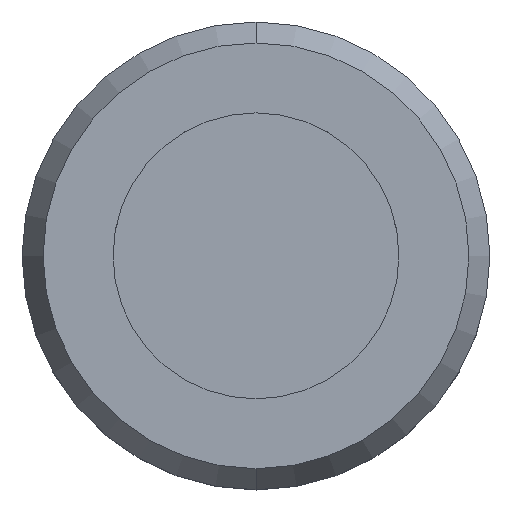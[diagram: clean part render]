
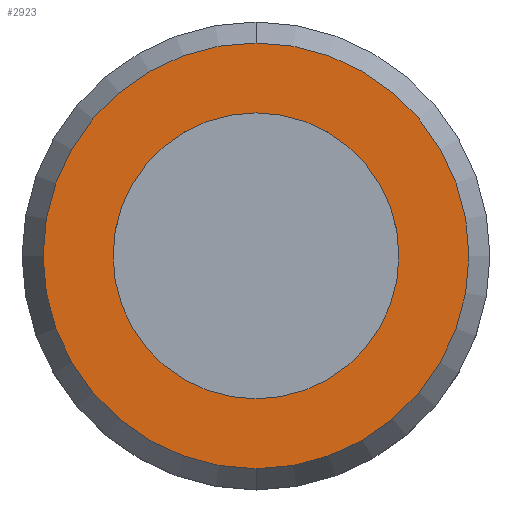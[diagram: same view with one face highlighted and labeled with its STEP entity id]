
A CAD part, top view. The second image highlights one B-rep face of the part: STEP entity #2923.
In plain terms, the highlighted planar face has unit normal (0, 0, 1).
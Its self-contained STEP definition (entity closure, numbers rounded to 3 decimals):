
#2742=CARTESIAN_POINT('',(0.,0.,6.));
#2743=DIRECTION('',(0.,0.,-1.));
#2744=DIRECTION('',(0.,1.,0.));
#2745=AXIS2_PLACEMENT_3D('',#2742,#2743,#2744);
#2750=CARTESIAN_POINT('',(0.,0.,6.));
#2751=DIRECTION('',(0.,0.,1.));
#2752=DIRECTION('',(0.,1.,0.));
#2753=AXIS2_PLACEMENT_3D('',#2750,#2751,#2752);
#2758=CARTESIAN_POINT('',(0.,0.,6.));
#2759=DIRECTION('',(0.,0.,1.));
#2760=DIRECTION('',(0.,1.,0.));
#2761=AXIS2_PLACEMENT_3D('',#2758,#2759,#2760);
#2766=CARTESIAN_POINT('',(0.,0.,6.));
#2767=DIRECTION('',(0.,0.,1.));
#2768=DIRECTION('',(0.,-1.,0.));
#2769=AXIS2_PLACEMENT_3D('',#2766,#2767,#2768);
#2839=CARTESIAN_POINT('',(0.,5.506,6.));
#2841=VERTEX_POINT('',#2839);
#2843=CARTESIAN_POINT('',(0.,-5.506,6.));
#2845=VERTEX_POINT('',#2843);
#2850=CARTESIAN_POINT('',(0.,8.197,6.));
#2851=CARTESIAN_POINT('',(0.,-8.197,6.));
#2852=VERTEX_POINT('',#2850);
#2853=VERTEX_POINT('',#2851);
#2908=CARTESIAN_POINT('',(0.,0.,6.));
#2909=DIRECTION('',(0.,0.,1.));
#2910=DIRECTION('',(0.,-1.,0.));
#2911=AXIS2_PLACEMENT_3D('',#2908,#2909,#2910);
#2912=PLANE('',#2911);
#2914=ORIENTED_EDGE('',*,*,#2913,.F.);
#2916=ORIENTED_EDGE('',*,*,#2915,.F.);
#2917=EDGE_LOOP('',(#2914,#2916));
#2918=FACE_OUTER_BOUND('',#2917,.F.);
#2919=ORIENTED_EDGE('',*,*,#2888,.F.);
#2920=ORIENTED_EDGE('',*,*,#2865,.T.);
#2921=EDGE_LOOP('',(#2919,#2920));
#2922=FACE_BOUND('',#2921,.F.);
#2746=CIRCLE('',#2745,5.506);
#2754=CIRCLE('',#2753,5.506);
#2762=CIRCLE('',#2761,8.197);
#2770=CIRCLE('',#2769,8.197);
#2865=EDGE_CURVE('',#2841,#2845,#2754,.T.);
#2888=EDGE_CURVE('',#2841,#2845,#2746,.T.);
#2913=EDGE_CURVE('',#2852,#2853,#2762,.T.);
#2915=EDGE_CURVE('',#2853,#2852,#2770,.T.);
#2923=ADVANCED_FACE('',(#2918,#2922),#2912,.T.);
